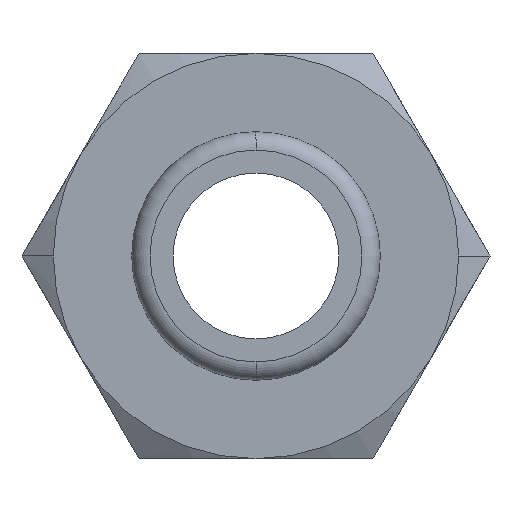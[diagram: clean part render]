
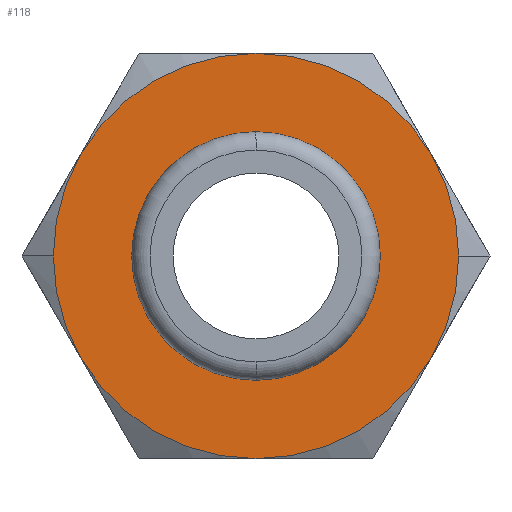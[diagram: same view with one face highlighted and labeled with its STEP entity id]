
A CAD part, front view. The second image highlights one B-rep face of the part: STEP entity #118.
In plain terms, the highlighted planar face has unit normal (0, -1, 0).
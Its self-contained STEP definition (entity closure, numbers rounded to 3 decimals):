
#118=ADVANCED_FACE('',(#245,#246),#247,.T.);
#245=FACE_OUTER_BOUND('',#376,.T.);
#246=FACE_BOUND('',#377,.T.);
#247=PLANE('',#378);
#376=EDGE_LOOP('',(#639,#640,#641,#642,#643,#644,#645,#646));
#377=EDGE_LOOP('',(#647,#648));
#378=AXIS2_PLACEMENT_3D('',#649,#650,#651);
#639=ORIENTED_EDGE('',*,*,#810,.T.);
#640=ORIENTED_EDGE('',*,*,#855,.T.);
#641=ORIENTED_EDGE('',*,*,#857,.T.);
#642=ORIENTED_EDGE('',*,*,#796,.T.);
#643=ORIENTED_EDGE('',*,*,#819,.T.);
#644=ORIENTED_EDGE('',*,*,#793,.T.);
#645=ORIENTED_EDGE('',*,*,#858,.T.);
#646=ORIENTED_EDGE('',*,*,#826,.T.);
#647=ORIENTED_EDGE('',*,*,#859,.F.);
#648=ORIENTED_EDGE('',*,*,#829,.F.);
#649=CARTESIAN_POINT('',(-5.5,15.5,0.0));
#650=DIRECTION('',(0.,-1.0,0.0));
#651=DIRECTION('',(-1.0,0.,0.0));
#793=EDGE_CURVE('',#946,#887,#948,.T.);
#796=EDGE_CURVE('',#953,#951,#954,.T.);
#810=EDGE_CURVE('',#908,#971,#973,.T.);
#819=EDGE_CURVE('',#951,#946,#986,.T.);
#826=EDGE_CURVE('',#992,#908,#994,.T.);
#829=EDGE_CURVE('',#996,#998,#999,.T.);
#855=EDGE_CURVE('',#971,#1031,#1033,.T.);
#857=EDGE_CURVE('',#1031,#953,#1035,.T.);
#858=EDGE_CURVE('',#887,#992,#1036,.T.);
#859=EDGE_CURVE('',#998,#996,#1037,.T.);
#887=VERTEX_POINT('',#1067);
#908=VERTEX_POINT('',#1115);
#946=VERTEX_POINT('',#1182);
#948=CIRCLE('',#1185,11.0);
#951=VERTEX_POINT('',#1188);
#953=VERTEX_POINT('',#1201);
#954=CIRCLE('',#1202,11.0);
#971=VERTEX_POINT('',#1230);
#973=CIRCLE('',#1233,11.0);
#986=CIRCLE('',#1250,11.0);
#992=VERTEX_POINT('',#1269);
#994=CIRCLE('',#1282,11.0);
#996=VERTEX_POINT('',#1284);
#998=VERTEX_POINT('',#1287);
#999=CIRCLE('',#1288,6.75);
#1031=VERTEX_POINT('',#1340);
#1033=CIRCLE('',#1353,11.0);
#1035=CIRCLE('',#1355,11.0);
#1036=CIRCLE('',#1356,11.0);
#1037=CIRCLE('',#1357,6.75);
#1067=CARTESIAN_POINT('',(9.526,15.5,5.5));
#1115=CARTESIAN_POINT('',(-9.526,15.5,5.5));
#1182=CARTESIAN_POINT('',(11.0,15.5,0.));
#1185=AXIS2_PLACEMENT_3D('',#1459,#1460,#1461);
#1188=CARTESIAN_POINT('',(9.526,15.5,-5.5));
#1201=CARTESIAN_POINT('',(0.,15.5,-11.0));
#1202=AXIS2_PLACEMENT_3D('',#1462,#1463,#1464);
#1230=CARTESIAN_POINT('',(-11.0,15.5,0.));
#1233=AXIS2_PLACEMENT_3D('',#1487,#1488,#1489);
#1250=AXIS2_PLACEMENT_3D('',#1500,#1501,#1502);
#1269=CARTESIAN_POINT('',(0.,15.5,11.0));
#1282=AXIS2_PLACEMENT_3D('',#1505,#1506,#1507);
#1284=CARTESIAN_POINT('',(6.75,15.5,0.));
#1287=CARTESIAN_POINT('',(-6.75,15.5,0.));
#1288=AXIS2_PLACEMENT_3D('',#1509,#1510,#1511);
#1340=CARTESIAN_POINT('',(-9.526,15.5,-5.5));
#1353=AXIS2_PLACEMENT_3D('',#1539,#1540,#1541);
#1355=AXIS2_PLACEMENT_3D('',#1542,#1543,#1544);
#1356=AXIS2_PLACEMENT_3D('',#1545,#1546,#1547);
#1357=AXIS2_PLACEMENT_3D('',#1548,#1549,#1550);
#1459=CARTESIAN_POINT('',(0.,15.5,0.0));
#1460=DIRECTION('',(0.,-1.0,0.0));
#1461=DIRECTION('',(-1.0,0.,0.0));
#1462=CARTESIAN_POINT('',(0.,15.5,0.0));
#1463=DIRECTION('',(0.,-1.0,0.0));
#1464=DIRECTION('',(-1.0,0.,0.0));
#1487=CARTESIAN_POINT('',(0.,15.5,0.0));
#1488=DIRECTION('',(0.,-1.0,0.0));
#1489=DIRECTION('',(-1.0,0.,0.0));
#1500=CARTESIAN_POINT('',(0.,15.5,0.0));
#1501=DIRECTION('',(0.,-1.0,0.0));
#1502=DIRECTION('',(-1.0,0.,0.0));
#1505=CARTESIAN_POINT('',(0.,15.5,0.0));
#1506=DIRECTION('',(0.,-1.0,0.0));
#1507=DIRECTION('',(-1.0,0.,0.0));
#1509=CARTESIAN_POINT('',(0.0,15.5,0.0));
#1510=DIRECTION('',(0.,-1.0,0.0));
#1511=DIRECTION('',(1.0,0.,0.0));
#1539=CARTESIAN_POINT('',(0.,15.5,0.0));
#1540=DIRECTION('',(0.,-1.0,0.0));
#1541=DIRECTION('',(-1.0,0.,0.0));
#1542=CARTESIAN_POINT('',(0.,15.5,0.0));
#1543=DIRECTION('',(0.,-1.0,0.0));
#1544=DIRECTION('',(-1.0,0.,0.0));
#1545=CARTESIAN_POINT('',(0.,15.5,0.0));
#1546=DIRECTION('',(0.,-1.0,0.0));
#1547=DIRECTION('',(-1.0,0.,0.0));
#1548=CARTESIAN_POINT('',(0.0,15.5,0.0));
#1549=DIRECTION('',(0.,-1.0,0.0));
#1550=DIRECTION('',(1.0,0.,0.0));
